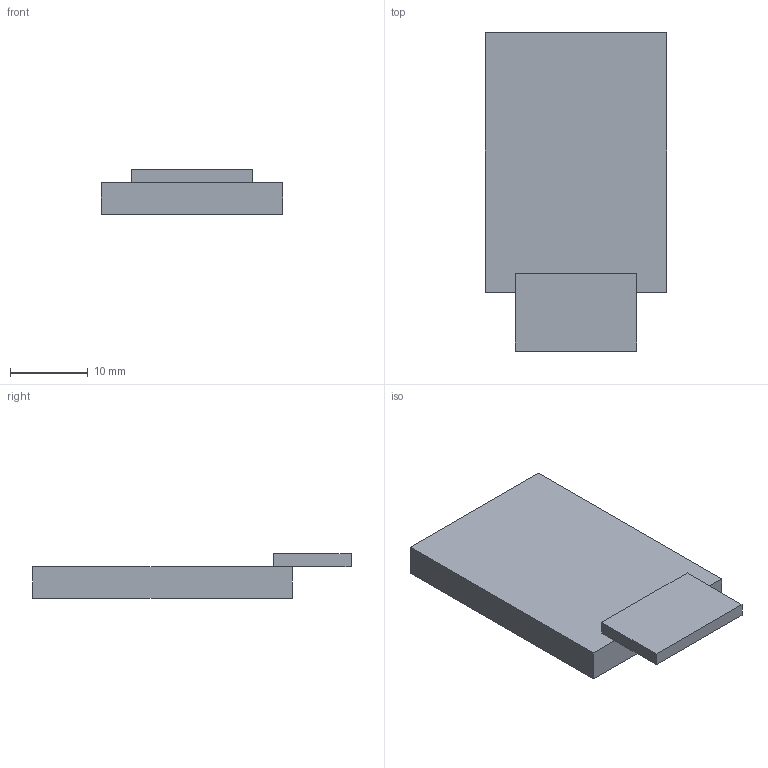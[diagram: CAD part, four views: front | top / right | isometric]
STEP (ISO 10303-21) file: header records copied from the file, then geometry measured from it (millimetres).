
FILE_DESCRIPTION(('FreeCAD Model'),'2;1');
FILE_NAME('moteino.step','2015-07-07T15:22:33',('Author'),(''), 'Open CASCADE STEP processor 6.8','FreeCAD','Unknown');
FILE_SCHEMA(('AUTOMOTIVE_DESIGN_CC2 { 1 2 10303 214 -1 1 5 4 }'));
Length unit declared in the file: millimetre
Products named in the file (2): ASSEMBLY; moteino
Assembly tree (1 placements, depth 2):
  ASSEMBLY
    moteino
Bounding box: 23.4 x 41 x 5.78 mm (x, y, z)
Volume: 3466.5 mm3; surface area: 2352 mm2
Topology: 1 solids, 1 shells, 12 faces, 28 edges, 18 vertices
Faces by surface type: plane 12
Entity records: 815 total; most frequent: CARTESIAN_POINT 116, DIRECTION 112, LINE 84, VECTOR 84, ORIENTED_EDGE 56, PCURVE 56, DEFINITIONAL_REPRESENTATION 56, EDGE_CURVE 28
